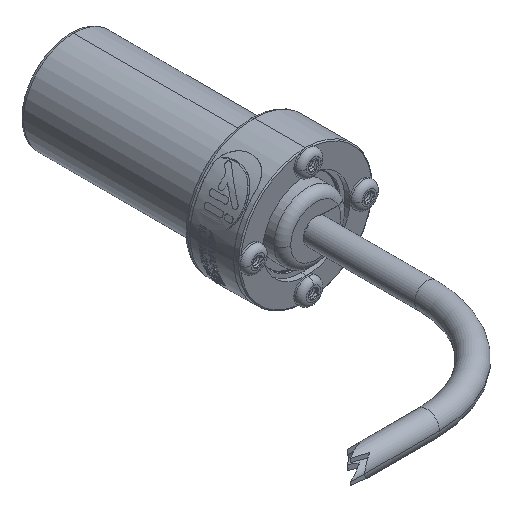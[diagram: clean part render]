
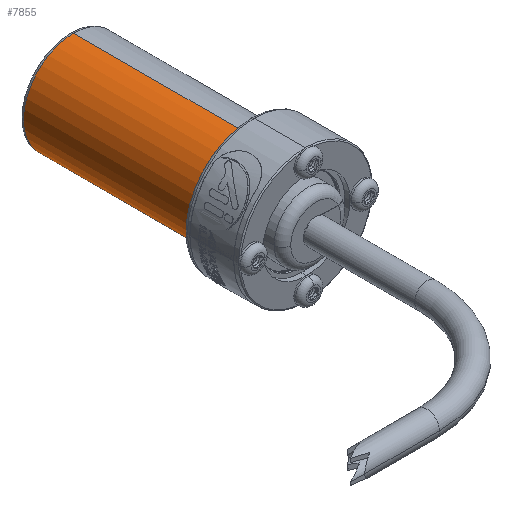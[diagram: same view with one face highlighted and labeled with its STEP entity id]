
A CAD part, isometric view. The second image highlights one B-rep face of the part: STEP entity #7855.
In plain terms, the highlighted cylindrical face has radius 11.43 mm (diameter 22.86 mm), a partial arc.
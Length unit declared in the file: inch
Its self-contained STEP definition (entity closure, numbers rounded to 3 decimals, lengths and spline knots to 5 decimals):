
#317 = EDGE_CURVE ( 'NONE', #15706, #23026, #33676, .T. ) ;
#1078 = AXIS2_PLACEMENT_3D ( 'NONE', #8991, #33434, #23241 ) ;
#2586 = CARTESIAN_POINT ( 'NONE',  ( 0., 0., -0.45 ) ) ;
#3213 = ORIENTED_EDGE ( 'NONE', *, *, #7826, .F. ) ;
#5449 = CYLINDRICAL_SURFACE ( 'NONE', #37160, 0.45 ) ;
#6331 = EDGE_LOOP ( 'NONE', ( #12944, #29621, #14830, #3213 ) ) ;
#7826 = EDGE_CURVE ( 'NONE', #23026, #22168, #14827, .T. ) ;
#7855 = ADVANCED_FACE ( 'NONE', ( #38581 ), #5449, .T. ) ;
#8991 = CARTESIAN_POINT ( 'NONE',  ( 0., 0.531, 0. ) ) ;
#12944 = ORIENTED_EDGE ( 'NONE', *, *, #317, .F. ) ;
#14827 = CIRCLE ( 'NONE', #1078, 0.45 ) ;
#14830 = ORIENTED_EDGE ( 'NONE', *, *, #29486, .T. ) ;
#15072 = EDGE_CURVE ( 'NONE', #15706, #21313, #19479, .T. ) ;
#15352 = DIRECTION ( 'NONE',  ( 0., 0., -1. ) ) ;
#15703 = CARTESIAN_POINT ( 'NONE',  ( 0., 2.094, -0.45 ) ) ;
#15706 = VERTEX_POINT ( 'NONE', #36899 ) ;
#16551 = VECTOR ( 'NONE', #45095, 39.37008 ) ;
#16696 = AXIS2_PLACEMENT_3D ( 'NONE', #18757, #29707, #15352 ) ;
#18757 = CARTESIAN_POINT ( 'NONE',  ( 0., 2.094, 0. ) ) ;
#19479 = CIRCLE ( 'NONE', #16696, 0.45 ) ;
#19904 = LINE ( 'NONE', #2586, #16551 ) ;
#20649 = DIRECTION ( 'NONE',  ( 0., -1., 0. ) ) ;
#21313 = VERTEX_POINT ( 'NONE', #15703 ) ;
#22168 = VERTEX_POINT ( 'NONE', #34545 ) ;
#23026 = VERTEX_POINT ( 'NONE', #28328 ) ;
#23241 = DIRECTION ( 'NONE',  ( 0., 0., -1. ) ) ;
#28328 = CARTESIAN_POINT ( 'NONE',  ( 0., 0.531, 0.45 ) ) ;
#29486 = EDGE_CURVE ( 'NONE', #21313, #22168, #19904, .T. ) ;
#29621 = ORIENTED_EDGE ( 'NONE', *, *, #15072, .T. ) ;
#29707 = DIRECTION ( 'NONE',  ( 0., -1., 0. ) ) ;
#30517 = DIRECTION ( 'NONE',  ( 0., 0., -1. ) ) ;
#32587 = VECTOR ( 'NONE', #20649, 39.37008 ) ;
#33434 = DIRECTION ( 'NONE',  ( 0., -1., 0. ) ) ;
#33676 = LINE ( 'NONE', #45886, #32587 ) ;
#33735 = CARTESIAN_POINT ( 'NONE',  ( 0., 0., 0. ) ) ;
#34545 = CARTESIAN_POINT ( 'NONE',  ( 0., 0.531, -0.45 ) ) ;
#36899 = CARTESIAN_POINT ( 'NONE',  ( 0., 2.094, 0.45 ) ) ;
#37160 = AXIS2_PLACEMENT_3D ( 'NONE', #33735, #41021, #30517 ) ;
#38581 = FACE_OUTER_BOUND ( 'NONE', #6331, .T. ) ;
#41021 = DIRECTION ( 'NONE',  ( 0., -1., 0. ) ) ;
#45095 = DIRECTION ( 'NONE',  ( 0., -1., 0. ) ) ;
#45886 = CARTESIAN_POINT ( 'NONE',  ( 0., 0., 0.45 ) ) ;
